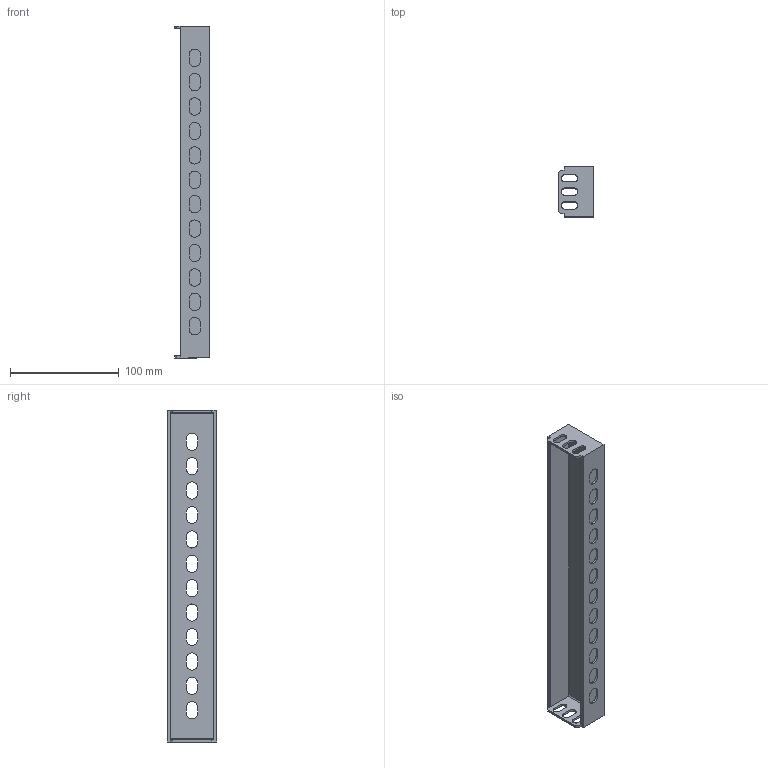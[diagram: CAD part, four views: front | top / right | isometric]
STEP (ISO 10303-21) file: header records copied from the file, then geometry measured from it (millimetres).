
FILE_DESCRIPTION (( 'STEP AP214' ), '1' );
FILE_NAME ('Ðåéêà èçîëÿòîðîâ Â 400.STEP', '2022-03-31T14:00:58', ( '' ), ( '' ), 'SwSTEP 2.0', 'SolidWorks 2017', '' );
FILE_SCHEMA (( 'AUTOMOTIVE_DESIGN' ));
Length unit declared in the file: millimetre
Products named in the file (1): Ðåéêà èçîëÿòîðîâ Â 400
Bounding box: 32 x 46 x 306 mm (x, y, z)
Volume: 67048.4 mm3; surface area: 64906.9 mm2
Topology: 1 solids, 1 shells, 238 faces, 628 edges, 416 vertices
Faces by surface type: plane 136, cylinder 102
Entity records: 7498 total; most frequent: DIRECTION 1310, CARTESIAN_POINT 1283, ORIENTED_EDGE 1256, EDGE_CURVE 628, AXIS2_PLACEMENT_3D 443, VECTOR 424, LINE 424, VERTEX_POINT 416
